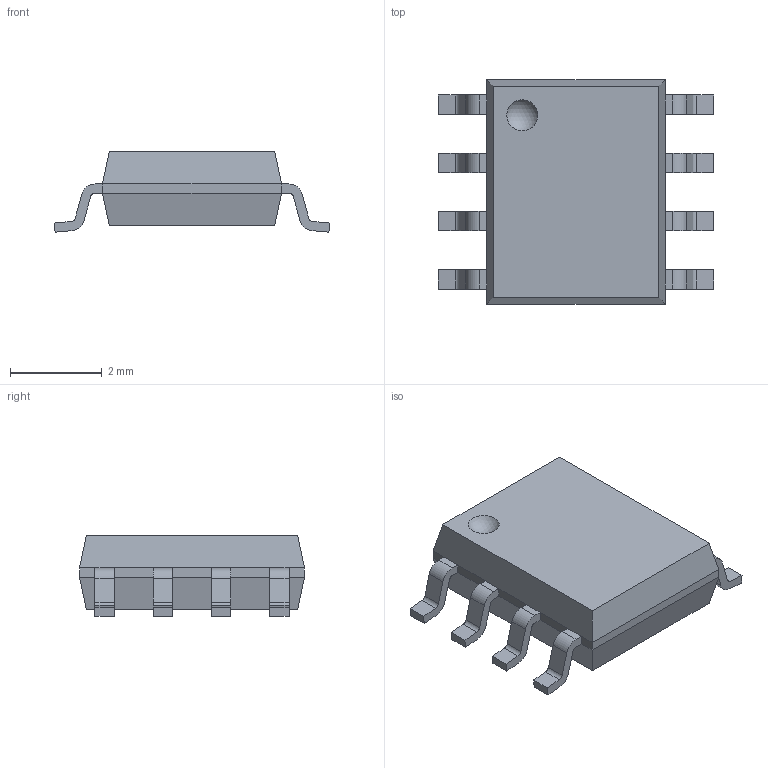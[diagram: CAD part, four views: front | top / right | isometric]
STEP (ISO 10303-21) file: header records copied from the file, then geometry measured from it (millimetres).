
FILE_DESCRIPTION( ( '' ), ' ' );
FILE_NAME( '5b0d5ab1f07f2c0ed2378f60.step', '2018-05-29T13:50:42', ( '' ), ( '' ), ' ', ' ', ' ' );
FILE_SCHEMA( ( 'AUTOMOTIVE_DESIGN { 1 0 10303 214 1 1 1 1 }' ) );
Length unit declared in the file: metre
Products named in the file (1): Open CASCADE STEP translator 6.8 1
Bounding box: 6 x 4.9 x 1.75 mm (x, y, z)
Volume: 29.8 mm3; surface area: 76.8 mm2
Topology: 1 solids, 1 shells, 127 faces, 333 edges, 209 vertices
Faces by surface type: plane 94, cylinder 32, sphere 1
Entity records: 6537 total; most frequent: CARTESIAN_POINT 670, ORIENTED_EDGE 666, DIRECTION 654, STYLED_ITEM 460, PRESENTATION_STYLE_ASSIGNMENT 460, COLOUR_RGB 460, EDGE_CURVE 333, CURVE_STYLE 333
